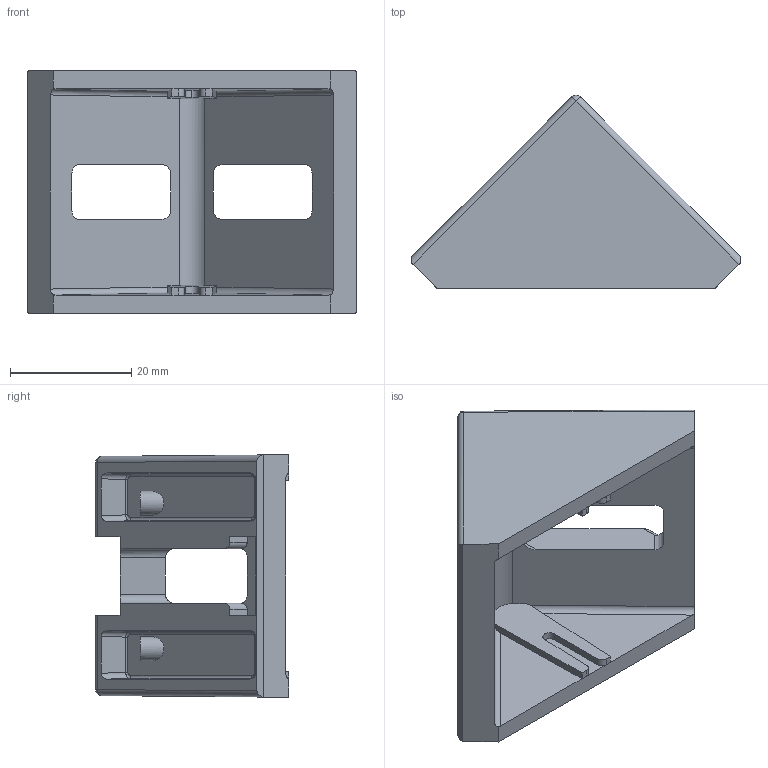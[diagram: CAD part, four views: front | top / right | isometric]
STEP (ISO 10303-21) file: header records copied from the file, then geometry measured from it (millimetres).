
FILE_DESCRIPTION (( 'STEP AP214' ), '1' );
FILE_NAME ('CAD-Rollco-00051101.STEP', '2024-12-10T12:58:37', ( '' ), ( '' ), 'SwSTEP 2.0', 'SolidWorks 2025', '' );
FILE_SCHEMA (( 'AUTOMOTIVE_DESIGN' ));
Length unit declared in the file: millimetre
Products named in the file (1): CAD-Rollco-00051101
Bounding box: 54.15 x 31.9 x 40 mm (x, y, z)
Volume: 14760.5 mm3; surface area: 9911.4 mm2
Topology: 1 solids, 1 shells, 169 faces, 437 edges, 276 vertices
Faces by surface type: plane 83, cylinder 68, bspline 18
Entity records: 5592 total; most frequent: CARTESIAN_POINT 1721, ORIENTED_EDGE 874, DIRECTION 713, EDGE_CURVE 437, VERTEX_POINT 276, VECTOR 265, LINE 265, AXIS2_PLACEMENT_3D 224
